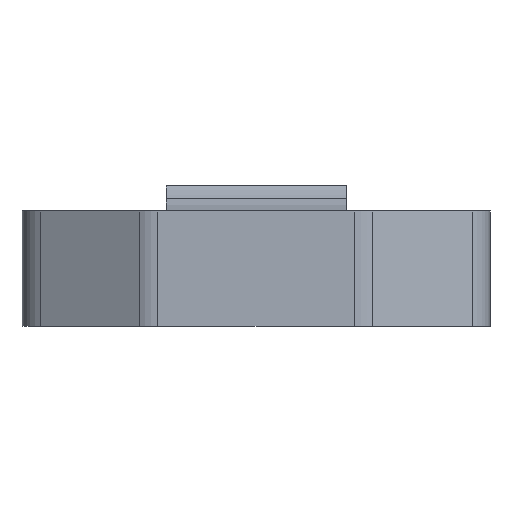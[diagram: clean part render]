
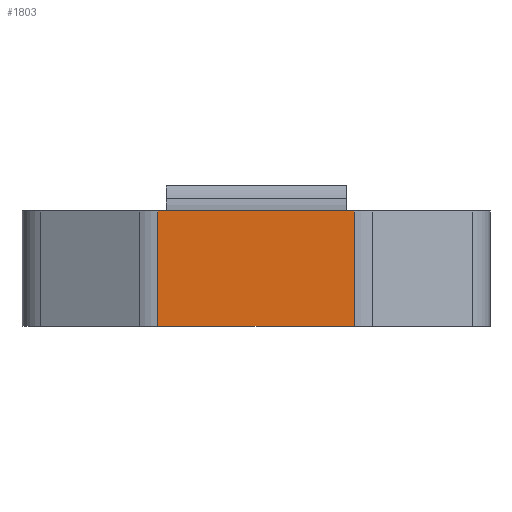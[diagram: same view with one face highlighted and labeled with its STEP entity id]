
A CAD part, left-side view. The second image highlights one B-rep face of the part: STEP entity #1803.
In plain terms, the highlighted planar face has unit normal (-1, 0, 0).
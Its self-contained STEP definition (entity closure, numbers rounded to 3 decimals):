
#30 = VERTEX_POINT ( 'NONE', #1764 ) ;
#165 = CARTESIAN_POINT ( 'NONE',  ( -14.5, 36.16, 0. ) ) ;
#343 = LINE ( 'NONE', #1888, #3812 ) ;
#417 = ORIENTED_EDGE ( 'NONE', *, *, #4237, .F. ) ;
#505 = CARTESIAN_POINT ( 'NONE',  ( -14.5, 8.84, 0. ) ) ;
#736 = CARTESIAN_POINT ( 'NONE',  ( -14.5, 8.84, 0. ) ) ;
#814 = DIRECTION ( 'NONE',  ( 1., 0., 0. ) ) ;
#1121 = ORIENTED_EDGE ( 'NONE', *, *, #1700, .T. ) ;
#1127 = VERTEX_POINT ( 'NONE', #505 ) ;
#1146 = VECTOR ( 'NONE', #4655, 1000. ) ;
#1220 = DIRECTION ( 'NONE',  ( 0., 1., 0. ) ) ;
#1446 = DIRECTION ( 'NONE',  ( 0., 0., -1. ) ) ;
#1497 = CARTESIAN_POINT ( 'NONE',  ( -14.5, -10., 16. ) ) ;
#1534 = VERTEX_POINT ( 'NONE', #165 ) ;
#1700 = EDGE_CURVE ( 'NONE', #2343, #1534, #4201, .T. ) ;
#1718 = CARTESIAN_POINT ( 'NONE',  ( -14.5, 36.16, 16. ) ) ;
#1760 = EDGE_CURVE ( 'NONE', #1127, #30, #2713, .T. ) ;
#1764 = CARTESIAN_POINT ( 'NONE',  ( -14.5, 8.84, 16. ) ) ;
#1803 = ADVANCED_FACE ( 'NONE', ( #2013 ), #3208, .F. ) ;
#1847 = VECTOR ( 'NONE', #2355, 1000. ) ;
#1888 = CARTESIAN_POINT ( 'NONE',  ( -14.5, -10., 0. ) ) ;
#2013 = FACE_OUTER_BOUND ( 'NONE', #2259, .T. ) ;
#2054 = LINE ( 'NONE', #1497, #1146 ) ;
#2251 = ORIENTED_EDGE ( 'NONE', *, *, #4484, .T. ) ;
#2259 = EDGE_LOOP ( 'NONE', ( #417, #3961, #2251, #1121 ) ) ;
#2343 = VERTEX_POINT ( 'NONE', #1718 ) ;
#2355 = DIRECTION ( 'NONE',  ( 0., 0., 1. ) ) ;
#2713 = LINE ( 'NONE', #736, #1847 ) ;
#2939 = AXIS2_PLACEMENT_3D ( 'NONE', #3596, #814, #1220 ) ;
#3208 = PLANE ( 'NONE',  #2939 ) ;
#3479 = DIRECTION ( 'NONE',  ( 0., 1., 0. ) ) ;
#3596 = CARTESIAN_POINT ( 'NONE',  ( -14.5, -10., 0. ) ) ;
#3812 = VECTOR ( 'NONE', #3479, 1000. ) ;
#3961 = ORIENTED_EDGE ( 'NONE', *, *, #1760, .T. ) ;
#4111 = VECTOR ( 'NONE', #1446, 1000. ) ;
#4201 = LINE ( 'NONE', #4555, #4111 ) ;
#4237 = EDGE_CURVE ( 'NONE', #1127, #1534, #343, .T. ) ;
#4484 = EDGE_CURVE ( 'NONE', #30, #2343, #2054, .T. ) ;
#4555 = CARTESIAN_POINT ( 'NONE',  ( -14.5, 36.16, 0. ) ) ;
#4655 = DIRECTION ( 'NONE',  ( 0., 1., 0. ) ) ;
